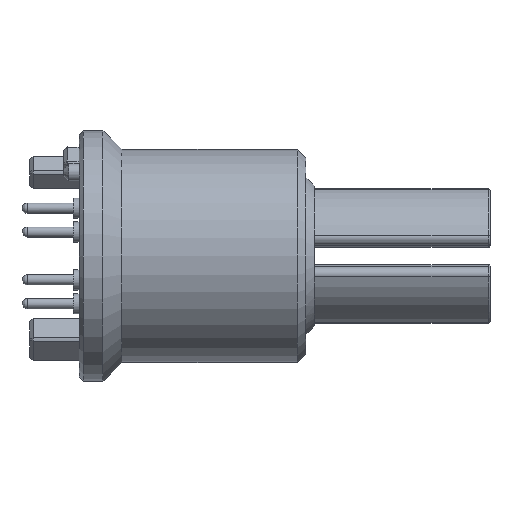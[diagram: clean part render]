
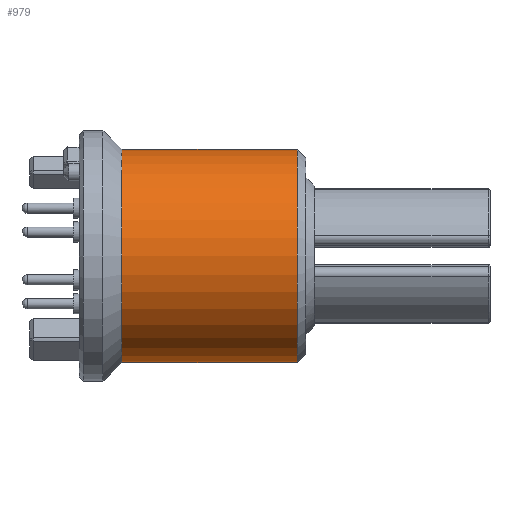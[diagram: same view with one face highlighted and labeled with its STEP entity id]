
A CAD part, front view. The second image highlights one B-rep face of the part: STEP entity #979.
In plain terms, the highlighted cylindrical face has radius 6.25 mm (diameter 12.5 mm), a full revolution.
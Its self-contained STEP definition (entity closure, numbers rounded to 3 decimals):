
#442=FACE_BOUND('',#1505,.T.);
#443=FACE_BOUND('',#1506,.T.);
#587=CYLINDRICAL_SURFACE('',#3860,6.25);
#778=CIRCLE('',#3855,6.25);
#779=CIRCLE('',#3856,6.25);
#780=CIRCLE('',#3858,6.25);
#781=CIRCLE('',#3859,6.25);
#979=ADVANCED_FACE('',(#442,#443),#587,.T.);
#1505=EDGE_LOOP('',(#2138,#2139));
#1506=EDGE_LOOP('',(#2140,#2141));
#2138=ORIENTED_EDGE('',*,*,#3079,.T.);
#2139=ORIENTED_EDGE('',*,*,#3080,.T.);
#2140=ORIENTED_EDGE('',*,*,#3078,.T.);
#2141=ORIENTED_EDGE('',*,*,#3077,.T.);
#2713=VERTEX_POINT('',#5975);
#2714=VERTEX_POINT('',#5976);
#2715=VERTEX_POINT('',#5980);
#2716=VERTEX_POINT('',#5981);
#3077=EDGE_CURVE('',#2713,#2714,#778,.T.);
#3078=EDGE_CURVE('',#2714,#2713,#779,.T.);
#3079=EDGE_CURVE('',#2715,#2716,#780,.T.);
#3080=EDGE_CURVE('',#2716,#2715,#781,.T.);
#3855=AXIS2_PLACEMENT_3D('',#5974,#4749,#4750);
#3856=AXIS2_PLACEMENT_3D('',#5977,#4751,#4752);
#3858=AXIS2_PLACEMENT_3D('',#5979,#4755,#4756);
#3859=AXIS2_PLACEMENT_3D('',#5982,#4757,#4758);
#3860=AXIS2_PLACEMENT_3D('',#5983,#4759,#4760);
#4749=DIRECTION('',(-1.,0.,0.));
#4750=DIRECTION('',(0.,0.939,0.343));
#4751=DIRECTION('',(-1.,0.,0.));
#4752=DIRECTION('',(0.,1.,0.));
#4755=DIRECTION('',(1.,0.,0.));
#4756=DIRECTION('',(0.,0.939,0.343));
#4757=DIRECTION('',(1.,0.,0.));
#4758=DIRECTION('',(0.,1.,0.));
#4759=DIRECTION('',(-1.,0.,0.));
#4760=DIRECTION('',(0.,0.939,0.343));
#5974=CARTESIAN_POINT('',(-0.8,0.,0.));
#5975=CARTESIAN_POINT('',(-0.8,5.871,2.143));
#5976=CARTESIAN_POINT('',(-0.8,6.25,0.));
#5977=CARTESIAN_POINT('',(-0.8,0.,0.));
#5979=CARTESIAN_POINT('',(-11.1,0.,0.));
#5980=CARTESIAN_POINT('',(-11.1,5.871,2.143));
#5981=CARTESIAN_POINT('',(-11.1,6.25,0.));
#5982=CARTESIAN_POINT('',(-11.1,0.,0.));
#5983=CARTESIAN_POINT('',(0.6,0.,0.));
